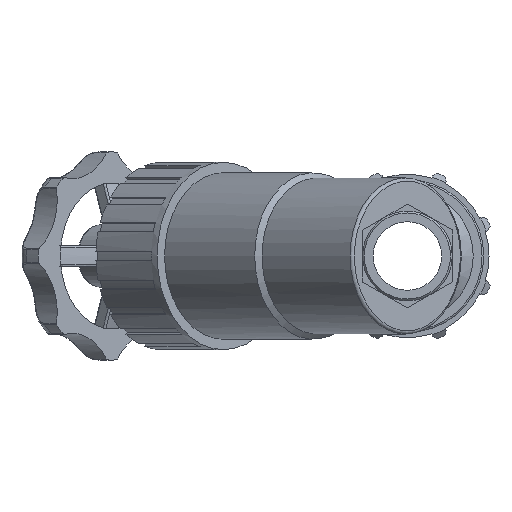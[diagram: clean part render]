
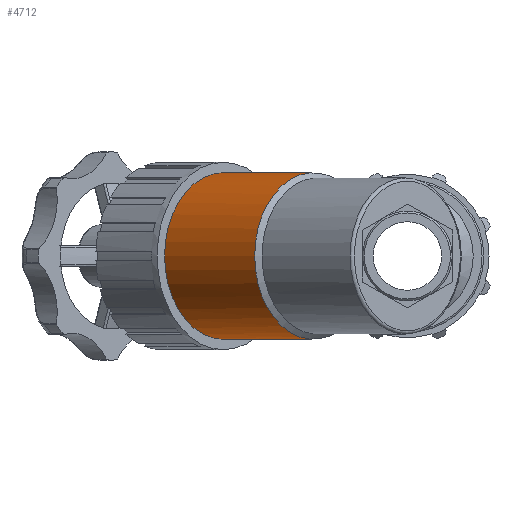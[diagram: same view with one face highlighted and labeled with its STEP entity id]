
A CAD part, left-side view. The second image highlights one B-rep face of the part: STEP entity #4712.
In plain terms, the highlighted cylindrical face has radius 38.88 mm (diameter 77.76 mm), a full revolution.
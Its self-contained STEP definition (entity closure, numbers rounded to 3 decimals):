
#154=B_SPLINE_CURVE_WITH_KNOTS('',3,(#9496,#9497,#9498,#9499,#9500,#9501,
#9502,#9503,#9504,#9505,#9506,#9507,#9508,#9509),.UNSPECIFIED.,.F.,.F.,
(4,2,2,2,2,2,4),(3.019,3.546,3.961,4.375,
4.789,5.204,5.731),.UNSPECIFIED.);
#904=CYLINDRICAL_SURFACE('',#5141,38.88);
#1082=FACE_BOUND('',#1591,.T.);
#1297=FACE_OUTER_BOUND('',#1590,.T.);
#1590=EDGE_LOOP('',(#4083,#4084));
#1591=EDGE_LOOP('',(#4085));
#1882=CIRCLE('',#5140,38.88);
#1883=CIRCLE('',#5142,38.88);
#2276=VERTEX_POINT('',#9484);
#2277=VERTEX_POINT('',#9489);
#2278=VERTEX_POINT('',#9510);
#2917=EDGE_CURVE('',#2276,#2277,#1882,.T.);
#2918=EDGE_CURVE('',#2276,#2277,#154,.T.);
#2919=EDGE_CURVE('',#2278,#2278,#1883,.T.);
#4083=ORIENTED_EDGE('',*,*,#2918,.F.);
#4084=ORIENTED_EDGE('',*,*,#2917,.T.);
#4085=ORIENTED_EDGE('',*,*,#2919,.F.);
#4712=ADVANCED_FACE('',(#1297,#1082),#904,.T.);
#5140=AXIS2_PLACEMENT_3D('',#9494,#6215,#6216);
#5141=AXIS2_PLACEMENT_3D('',#9495,#6217,#6218);
#5142=AXIS2_PLACEMENT_3D('',#9511,#6219,#6220);
#6215=DIRECTION('center_axis',(0.707,0.707,0.));
#6216=DIRECTION('ref_axis',(0.707,-0.707,0.));
#6217=DIRECTION('center_axis',(0.707,0.707,0.));
#6218=DIRECTION('ref_axis',(-0.707,0.707,0.));
#6219=DIRECTION('center_axis',(0.707,0.707,0.));
#6220=DIRECTION('ref_axis',(0.707,-0.707,0.));
#9484=CARTESIAN_POINT('',(10.287,17.545,-11.459));
#9489=CARTESIAN_POINT('',(10.287,17.545,11.459));
#9494=CARTESIAN_POINT('Origin',(-15.984,43.816,0.));
#9495=CARTESIAN_POINT('Origin',(5.065,64.865,0.));
#9496=CARTESIAN_POINT('Ctrl Pts',(10.287,17.545,-11.459));
#9497=CARTESIAN_POINT('Ctrl Pts',(11.523,18.285,-10.324));
#9498=CARTESIAN_POINT('Ctrl Pts',(12.692,18.971,-9.031));
#9499=CARTESIAN_POINT('Ctrl Pts',(14.406,19.965,-6.477));
#9500=CARTESIAN_POINT('Ctrl Pts',(15.031,20.323,-5.269));
#9501=CARTESIAN_POINT('Ctrl Pts',(15.898,20.818,-2.721));
#9502=CARTESIAN_POINT('Ctrl Pts',(16.14,20.955,-1.381));
#9503=CARTESIAN_POINT('Ctrl Pts',(16.14,20.955,1.381));
#9504=CARTESIAN_POINT('Ctrl Pts',(15.898,20.818,2.721));
#9505=CARTESIAN_POINT('Ctrl Pts',(15.031,20.323,5.269));
#9506=CARTESIAN_POINT('Ctrl Pts',(14.406,19.965,6.477));
#9507=CARTESIAN_POINT('Ctrl Pts',(12.692,18.971,9.031));
#9508=CARTESIAN_POINT('Ctrl Pts',(11.523,18.285,10.324));
#9509=CARTESIAN_POINT('Ctrl Pts',(10.287,17.545,11.459));
#9510=CARTESIAN_POINT('',(-1.379,113.406,0.));
#9511=CARTESIAN_POINT('Origin',(26.113,85.913,0.));
